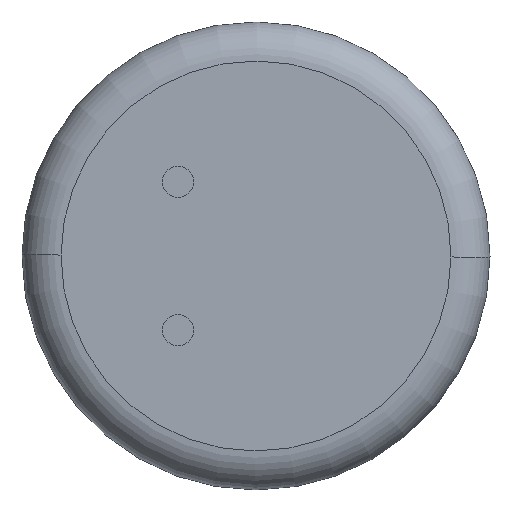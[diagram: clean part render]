
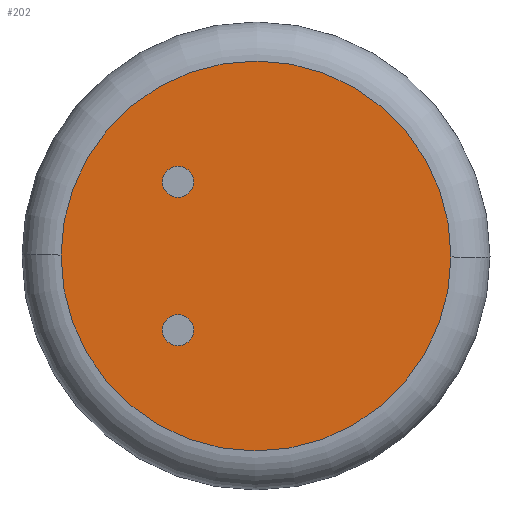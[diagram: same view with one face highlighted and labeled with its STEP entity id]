
A CAD part, front view. The second image highlights one B-rep face of the part: STEP entity #202.
In plain terms, the highlighted planar face has unit normal (0, -1, 0).
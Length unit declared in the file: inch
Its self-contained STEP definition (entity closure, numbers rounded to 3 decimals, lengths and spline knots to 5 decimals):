
#1 = EDGE_CURVE ( 'NONE', #73, #692, #245, .T. ) ;
#14 = CIRCLE ( 'NONE', #109, 0.00787 ) ;
#39 = CARTESIAN_POINT ( 'NONE',  ( 0., 0.10433, 0. ) ) ;
#46 = PLANE ( 'NONE',  #440 ) ;
#56 = ORIENTED_EDGE ( 'NONE', *, *, #376, .F. ) ;
#65 = DIRECTION ( 'NONE',  ( 0., -1., 0. ) ) ;
#73 = VERTEX_POINT ( 'NONE', #669 ) ;
#94 = EDGE_CURVE ( 'NONE', #549, #338, #326, .T. ) ;
#103 = FACE_OUTER_BOUND ( 'NONE', #672, .T. ) ;
#109 = AXIS2_PLACEMENT_3D ( 'NONE', #443, #609, #670 ) ;
#127 = DIRECTION ( 'NONE',  ( -1., 0., 0. ) ) ;
#145 = AXIS2_PLACEMENT_3D ( 'NONE', #39, #504, #495 ) ;
#162 = CARTESIAN_POINT ( 'NONE',  ( -0.09842, 0.10433, 0.0005 ) ) ;
#166 = CARTESIAN_POINT ( 'NONE',  ( -0.03937, 0.10433, -0.0374 ) ) ;
#173 = CIRCLE ( 'NONE', #563, 0.00787 ) ;
#182 = EDGE_LOOP ( 'NONE', ( #418, #56 ) ) ;
#188 = EDGE_LOOP ( 'NONE', ( #233, #497 ) ) ;
#202 = ADVANCED_FACE ( 'NONE', ( #103, #517, #679 ), #46, .T. ) ;
#205 = ORIENTED_EDGE ( 'NONE', *, *, #1, .T. ) ;
#212 = VERTEX_POINT ( 'NONE', #244 ) ;
#233 = ORIENTED_EDGE ( 'NONE', *, *, #512, .F. ) ;
#244 = CARTESIAN_POINT ( 'NONE',  ( -0.04724, 0.10433, -0.0374 ) ) ;
#245 = CIRCLE ( 'NONE', #475, 0.09843 ) ;
#260 = DIRECTION ( 'NONE',  ( -1., 0., 0. ) ) ;
#263 = DIRECTION ( 'NONE',  ( 0., -1., 0. ) ) ;
#266 = CARTESIAN_POINT ( 'NONE',  ( -0.04724, 0.10433, 0.0374 ) ) ;
#276 = ORIENTED_EDGE ( 'NONE', *, *, #551, .T. ) ;
#293 = DIRECTION ( 'NONE',  ( 1., 0., 0. ) ) ;
#313 = AXIS2_PLACEMENT_3D ( 'NONE', #444, #598, #127 ) ;
#324 = CARTESIAN_POINT ( 'NONE',  ( 0., 0.10433, 0. ) ) ;
#326 = CIRCLE ( 'NONE', #414, 0.00787 ) ;
#338 = VERTEX_POINT ( 'NONE', #266 ) ;
#341 = CIRCLE ( 'NONE', #145, 0.09843 ) ;
#342 = CARTESIAN_POINT ( 'NONE',  ( -0.0315, 0.10433, 0.0374 ) ) ;
#376 = EDGE_CURVE ( 'NONE', #338, #549, #629, .T. ) ;
#414 = AXIS2_PLACEMENT_3D ( 'NONE', #612, #449, #602 ) ;
#418 = ORIENTED_EDGE ( 'NONE', *, *, #94, .F. ) ;
#438 = VERTEX_POINT ( 'NONE', #472 ) ;
#440 = AXIS2_PLACEMENT_3D ( 'NONE', #569, #455, #293 ) ;
#443 = CARTESIAN_POINT ( 'NONE',  ( -0.03937, 0.10433, -0.0374 ) ) ;
#444 = CARTESIAN_POINT ( 'NONE',  ( -0.03937, 0.10433, 0.0374 ) ) ;
#449 = DIRECTION ( 'NONE',  ( 0., -1., 0. ) ) ;
#455 = DIRECTION ( 'NONE',  ( 0., -1., 0. ) ) ;
#472 = CARTESIAN_POINT ( 'NONE',  ( -0.0315, 0.10433, -0.0374 ) ) ;
#475 = AXIS2_PLACEMENT_3D ( 'NONE', #324, #263, #260 ) ;
#495 = DIRECTION ( 'NONE',  ( -1., 0., 0. ) ) ;
#497 = ORIENTED_EDGE ( 'NONE', *, *, #570, .F. ) ;
#504 = DIRECTION ( 'NONE',  ( 0., -1., 0. ) ) ;
#512 = EDGE_CURVE ( 'NONE', #438, #212, #173, .T. ) ;
#517 = FACE_BOUND ( 'NONE', #182, .T. ) ;
#549 = VERTEX_POINT ( 'NONE', #342 ) ;
#551 = EDGE_CURVE ( 'NONE', #692, #73, #341, .T. ) ;
#563 = AXIS2_PLACEMENT_3D ( 'NONE', #166, #65, #614 ) ;
#569 = CARTESIAN_POINT ( 'NONE',  ( 0., 0.10433, 0. ) ) ;
#570 = EDGE_CURVE ( 'NONE', #212, #438, #14, .T. ) ;
#598 = DIRECTION ( 'NONE',  ( 0., -1., 0. ) ) ;
#602 = DIRECTION ( 'NONE',  ( -1., 0., 0. ) ) ;
#609 = DIRECTION ( 'NONE',  ( 0., -1., 0. ) ) ;
#612 = CARTESIAN_POINT ( 'NONE',  ( -0.03937, 0.10433, 0.0374 ) ) ;
#614 = DIRECTION ( 'NONE',  ( -1., 0., 0. ) ) ;
#629 = CIRCLE ( 'NONE', #313, 0.00787 ) ;
#669 = CARTESIAN_POINT ( 'NONE',  ( 0.09842, 0.10433, -0.0005 ) ) ;
#670 = DIRECTION ( 'NONE',  ( -1., 0., 0. ) ) ;
#672 = EDGE_LOOP ( 'NONE', ( #276, #205 ) ) ;
#679 = FACE_BOUND ( 'NONE', #188, .T. ) ;
#692 = VERTEX_POINT ( 'NONE', #162 ) ;
